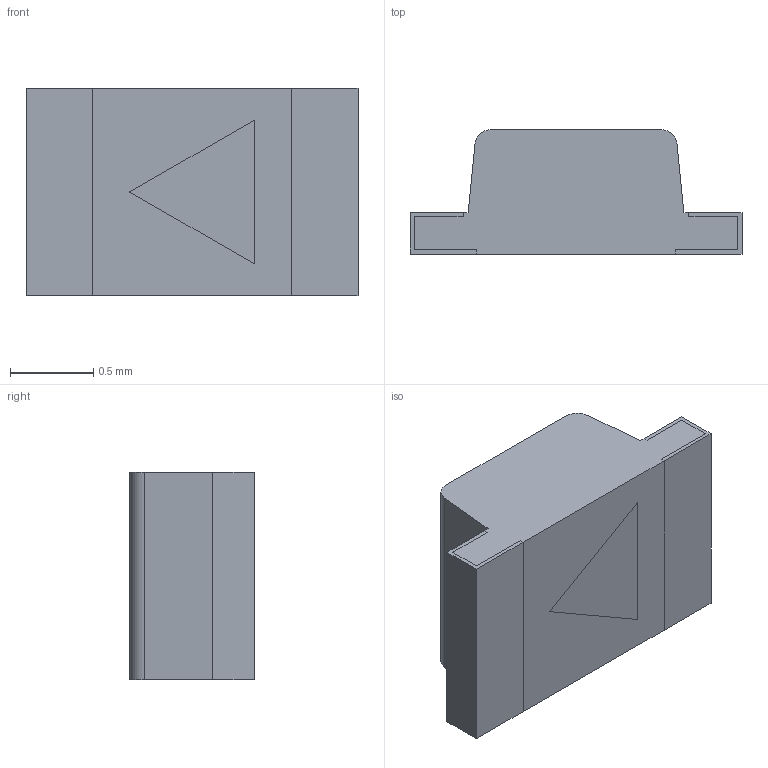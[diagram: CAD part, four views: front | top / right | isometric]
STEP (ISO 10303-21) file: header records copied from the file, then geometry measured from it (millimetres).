
FILE_DESCRIPTION (( 'STEP AP214' ), '1' );
FILE_NAME ('APT2012LZGCK.STEP', '2023-03-13T08:16:35', ( '' ), ( '' ), 'SwSTEP 2.0', 'SolidWorks 2021', '' );
FILE_SCHEMA (( 'AUTOMOTIVE_DESIGN' ));
Length unit declared in the file: millimetre
Products named in the file (1): APT2012LZGCK
Bounding box: 2 x 0.75 x 1.25 mm (x, y, z)
Volume: 1.4 mm3; surface area: 14.7 mm2
Topology: 4 solids, 4 shells, 49 faces, 120 edges, 80 vertices
Faces by surface type: plane 47, cylinder 2
Entity records: 1479 total; most frequent: CARTESIAN_POINT 250, ORIENTED_EDGE 240, DIRECTION 224, EDGE_CURVE 120, VECTOR 116, LINE 116, VERTEX_POINT 80, AXIS2_PLACEMENT_3D 54
